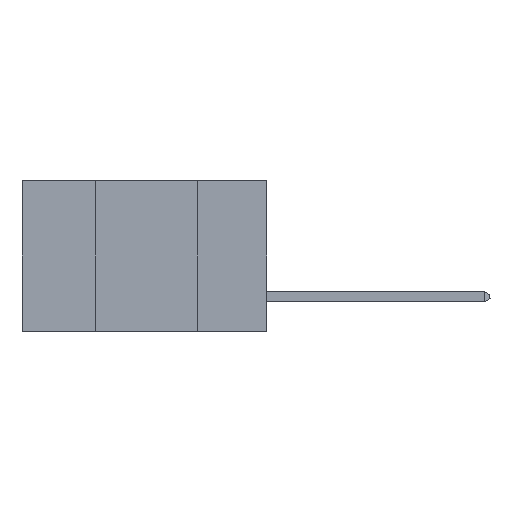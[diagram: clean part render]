
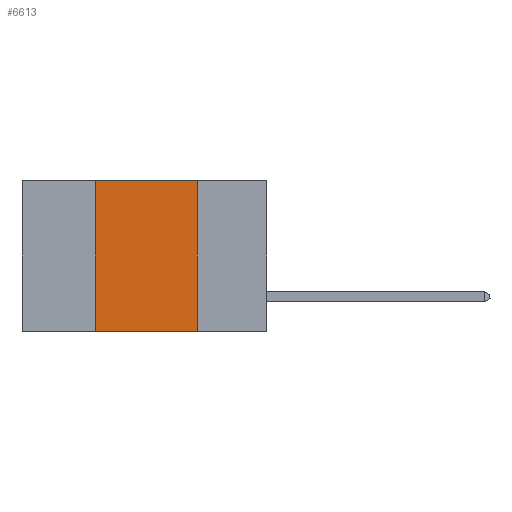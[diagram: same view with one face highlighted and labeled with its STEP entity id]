
A CAD part, left-side view. The second image highlights one B-rep face of the part: STEP entity #6613.
In plain terms, the highlighted planar face has unit normal (-1, 0, 0).
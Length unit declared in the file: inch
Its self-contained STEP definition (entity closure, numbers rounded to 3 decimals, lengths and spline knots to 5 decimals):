
#726 = ORIENTED_EDGE ( 'NONE', *, *, #9005, .T. ) ;
#3547 = ORIENTED_EDGE ( 'NONE', *, *, #40620, .F. ) ;
#3874 = ORIENTED_EDGE ( 'NONE', *, *, #18937, .F. ) ;
#3903 = FACE_OUTER_BOUND ( 'NONE', #34690, .T. ) ;
#4403 = VECTOR ( 'NONE', #16548, 39.37008 ) ;
#5120 = CARTESIAN_POINT ( 'NONE',  ( 0., 0.17, 0. ) ) ;
#6613 = ADVANCED_FACE ( 'NONE', ( #3903 ), #25076, .F. ) ;
#7318 = CARTESIAN_POINT ( 'NONE',  ( 0., 0.42, -0.37 ) ) ;
#7659 = CARTESIAN_POINT ( 'NONE',  ( 0., 0.6, 0. ) ) ;
#9005 = EDGE_CURVE ( 'NONE', #21300, #35051, #12817, .T. ) ;
#9187 = DIRECTION ( 'NONE',  ( 0., -1., 0. ) ) ;
#10126 = VECTOR ( 'NONE', #35958, 39.37008 ) ;
#10167 = CARTESIAN_POINT ( 'NONE',  ( 0., 0.42, 0. ) ) ;
#10661 = LINE ( 'NONE', #10167, #10126 ) ;
#10863 = CARTESIAN_POINT ( 'NONE',  ( 0., 0.17, 0. ) ) ;
#11278 = DIRECTION ( 'NONE',  ( 0., 0., -1. ) ) ;
#12817 = LINE ( 'NONE', #41489, #4403 ) ;
#13413 = LINE ( 'NONE', #16002, #35986 ) ;
#14978 = LINE ( 'NONE', #5120, #34825 ) ;
#16002 = CARTESIAN_POINT ( 'NONE',  ( 0., 0.6, 0. ) ) ;
#16548 = DIRECTION ( 'NONE',  ( 0., -1., 0. ) ) ;
#18937 = EDGE_CURVE ( 'NONE', #22792, #35051, #14978, .T. ) ;
#21300 = VERTEX_POINT ( 'NONE', #7318 ) ;
#22792 = VERTEX_POINT ( 'NONE', #10863 ) ;
#23920 = CARTESIAN_POINT ( 'NONE',  ( 0., 0.17, -0.37 ) ) ;
#25076 = PLANE ( 'NONE',  #40065 ) ;
#28581 = EDGE_CURVE ( 'NONE', #21300, #40748, #10661, .T. ) ;
#32849 = DIRECTION ( 'NONE',  ( 1., 0., 0. ) ) ;
#34690 = EDGE_LOOP ( 'NONE', ( #3874, #3547, #44049, #726 ) ) ;
#34825 = VECTOR ( 'NONE', #40855, 39.37008 ) ;
#35051 = VERTEX_POINT ( 'NONE', #23920 ) ;
#35958 = DIRECTION ( 'NONE',  ( 0., 0., 1. ) ) ;
#35986 = VECTOR ( 'NONE', #9187, 39.37008 ) ;
#39075 = CARTESIAN_POINT ( 'NONE',  ( 0., 0.42, 0. ) ) ;
#40065 = AXIS2_PLACEMENT_3D ( 'NONE', #7659, #32849, #11278 ) ;
#40620 = EDGE_CURVE ( 'NONE', #40748, #22792, #13413, .T. ) ;
#40748 = VERTEX_POINT ( 'NONE', #39075 ) ;
#40855 = DIRECTION ( 'NONE',  ( 0., 0., -1. ) ) ;
#41489 = CARTESIAN_POINT ( 'NONE',  ( 0., 0.6, -0.37 ) ) ;
#44049 = ORIENTED_EDGE ( 'NONE', *, *, #28581, .F. ) ;
